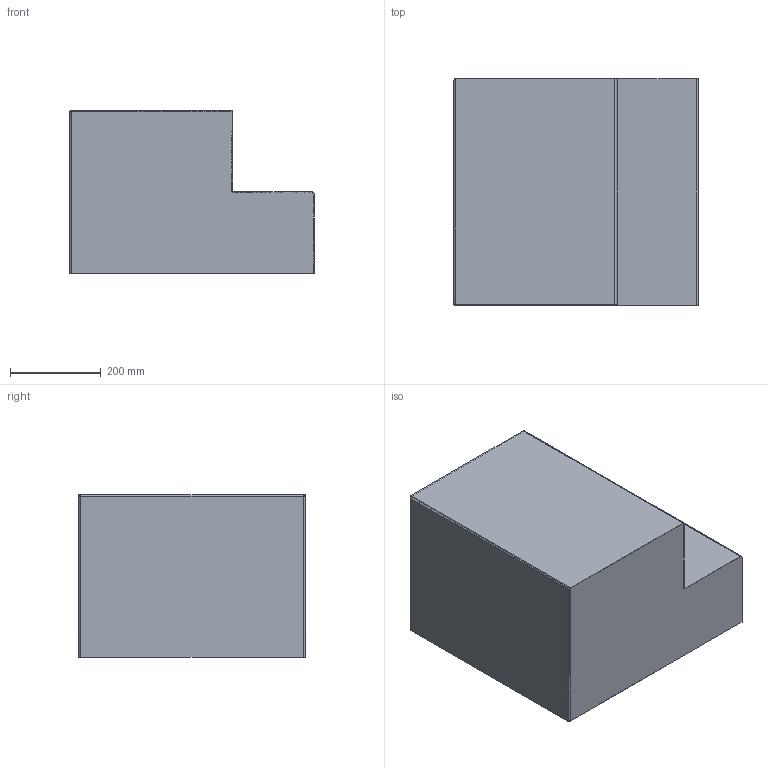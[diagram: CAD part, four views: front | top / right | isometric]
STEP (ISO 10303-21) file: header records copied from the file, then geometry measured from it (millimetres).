
FILE_DESCRIPTION(/* description */ (''),/* implementation_level */ '2;1');
FILE_NAME(/* name */ 'Escalera Unida.step',/* time_stamp */ '2023-08-21T10:38:52-05:00',/* author */ (''),/* organization */ (''),/* preprocessor_version */ 'ST-DEVELOPER v20',/* originating_system */ 'Autodesk Translation Framework v12.9.0.99',/* authorisation */ '');
FILE_SCHEMA (('AUTOMOTIVE_DESIGN { 1 0 10303 214 3 1 1 }'));
Length unit declared in the file: millimetre
Products named in the file (1): Escalera  Unida
Bounding box: 540 x 500 x 360 mm (x, y, z)
Volume: 1781166.3 mm3; surface area: 1787349.1 mm2
Topology: 1 solids, 1 shells, 42 faces, 116 edges, 70 vertices
Faces by surface type: plane 28, cylinder 14
Entity records: 1359 total; most frequent: ORIENTED_EDGE 232, DIRECTION 232, CARTESIAN_POINT 229, EDGE_CURVE 116, LINE 86, VECTOR 86, AXIS2_PLACEMENT_3D 73, VERTEX_POINT 70
